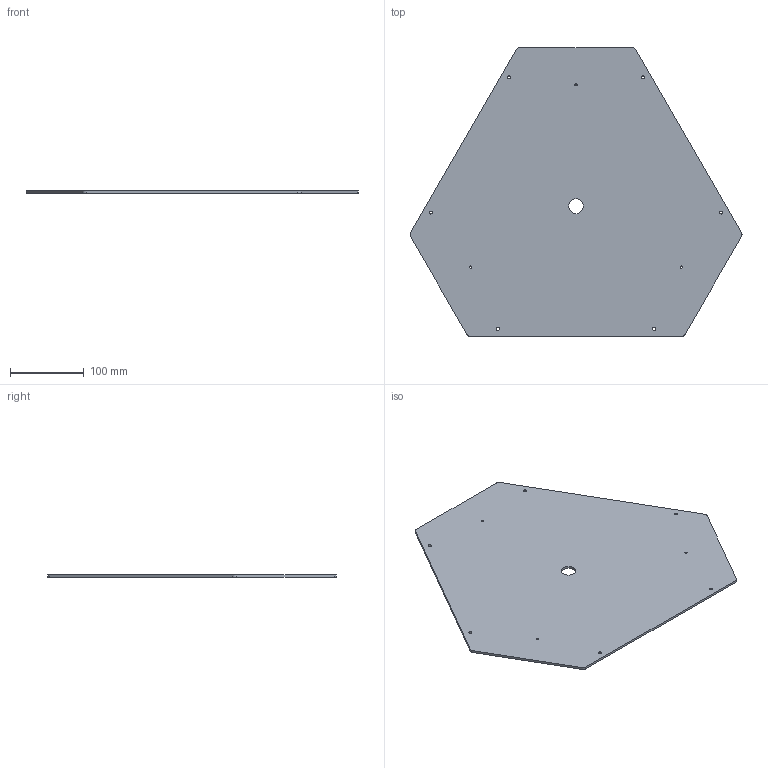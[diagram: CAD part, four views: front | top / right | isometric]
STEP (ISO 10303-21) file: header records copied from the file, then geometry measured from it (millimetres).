
FILE_DESCRIPTION(('FreeCAD Model'),'2;1');
FILE_NAME('Electronics_Cover.step', '2017-04-28T18:10:39',('Ax Smith-Laffin'),('AxMod Box Mods Limited'), 'Open CASCADE STEP processor 6.8','FreeCAD','Unknown');
FILE_SCHEMA(('AUTOMOTIVE_DESIGN_CC2 { 1 2 10303 214 -1 1 5 4 }'));
Length unit declared in the file: millimetre
Products named in the file (2): ASSEMBLY; Cover_Plate
Assembly tree (1 placements, depth 2):
  ASSEMBLY
    Cover_Plate
Bounding box: 450.45 x 391.44 x 3 mm (x, y, z)
Volume: 385178.8 mm3; surface area: 261343.7 mm2
Topology: 1 solids, 1 shells, 24 faces, 66 edges, 44 vertices
Faces by surface type: cylinder 16, plane 8
Full cylindrical faces by diameter (mm): 3 x3, 4 x6, 20 x1
Entity records: 1809 total; most frequent: CARTESIAN_POINT 448, DIRECTION 252, LINE 134, VECTOR 134, ORIENTED_EDGE 132, PCURVE 132, DEFINITIONAL_REPRESENTATION 132, EDGE_CURVE 66
